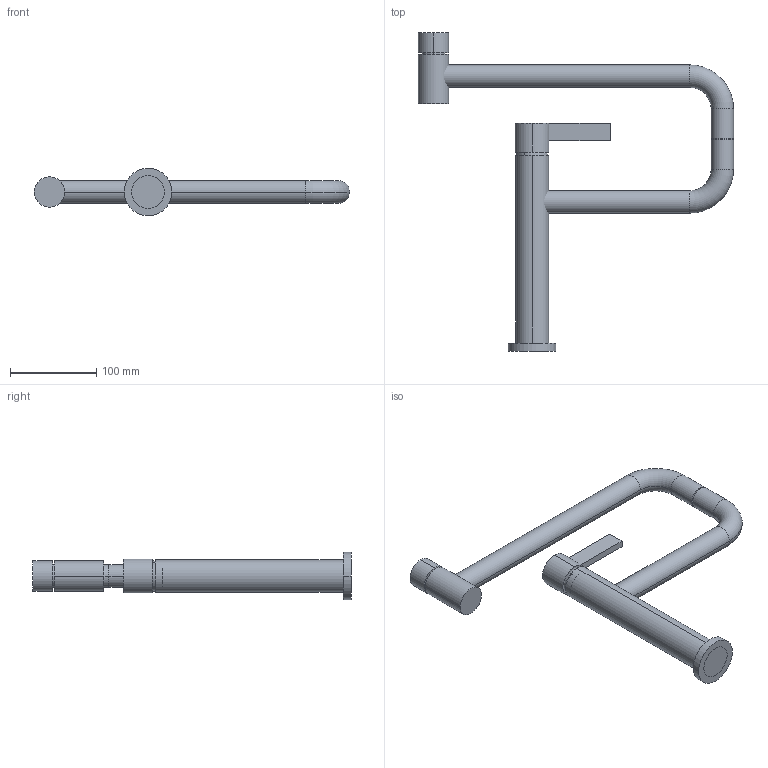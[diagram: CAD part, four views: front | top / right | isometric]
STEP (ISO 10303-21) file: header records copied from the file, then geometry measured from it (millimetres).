
FILE_DESCRIPTION (( 'STEP AP203' ), '1' );
FILE_NAME ('33845875-00.STEP', '2018-07-03T15:04:49', ( '' ), ( '' ), 'SwSTEP 2.0', 'SolidWorks 2017', '' );
FILE_SCHEMA (( 'CONFIG_CONTROL_DESIGN' ));
Length unit declared in the file: millimetre
Products named in the file (11): Planungsmodell_Gehäuse_09.23.0-+-09.23.01.125.90-01_-_K2; Planungsmodell_Rosette_rund-+-36.104.820-01_ _K5_55x9; Planungsmodell_Rohr_gerade-+-28.568.780-10_ _K54_26x10; Planungsmodell_Haube-+-33.525.930-03_ _K1; Planungsmodell_Griff-+-09.17.33.004.94-01_-_K3; Hebel-+-09.011.05.011-01_-_K2; 33845875-00; Planungsmodell_Rohr-+-09.28.22.189.90-01_-_K2_182xR38x34; Planungsmodell_Rohr-+-09.28.22.189.90-01_-_K3_296xR38x34; Planungsmodell_Rohr_gerade-+-28.568.780-10_ _K235_23x3,5; Planungsmodell_Rohr_gerade-+-28.568.780-10_ _K234_38x226,5
Assembly tree (10 placements, depth 2):
  33845875-00
    Planungsmodell_Rohr_gerade-+-28.568.780-10_ _K234_38x226,5
    Planungsmodell_Rosette_rund-+-36.104.820-01_ _K5_55x9
    Planungsmodell_Haube-+-33.525.930-03_ _K1
    Hebel-+-09.011.05.011-01_-_K2
    Planungsmodell_Rohr-+-09.28.22.189.90-01_-_K2_182xR38x34
    Planungsmodell_Rohr-+-09.28.22.189.90-01_-_K3_296xR38x34
    Planungsmodell_Rohr_gerade-+-28.568.780-10_ _K235_23x3,5
    Planungsmodell_Gehäuse_09.23.0-+-09.23.01.125.90-01_-_K2
    Planungsmodell_Rohr_gerade-+-28.568.780-10_ _K54_26x10
    Planungsmodell_Griff-+-09.17.33.004.94-01_-_K3
Bounding box: 364.5 x 368 x 55 mm (x, y, z)
Volume: 784736 mm3; surface area: 121964.7 mm2
Topology: 10 solids, 10 shells, 54 faces, 96 edges, 60 vertices
Faces by surface type: cylinder 24, plane 24, torus 4, sphere 2
Entity records: 2471 total; most frequent: DIRECTION 284, CARTESIAN_POINT 217, ORIENTED_EDGE 184, AXIS2_PLACEMENT_3D 125, PERSON_AND_ORGANIZATION 98, EDGE_CURVE 92, CALENDAR_DATE 75, DATE_AND_TIME 75
